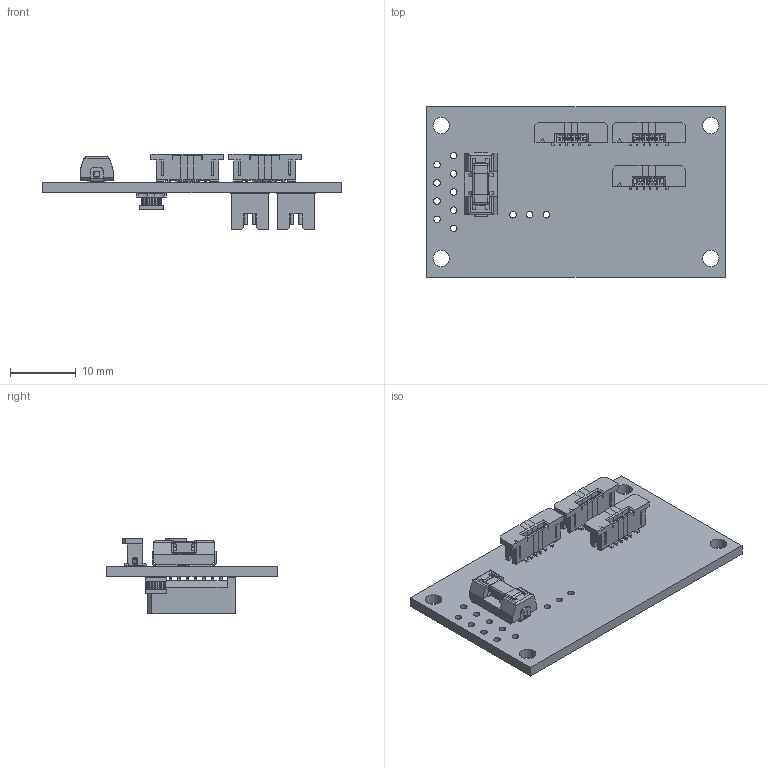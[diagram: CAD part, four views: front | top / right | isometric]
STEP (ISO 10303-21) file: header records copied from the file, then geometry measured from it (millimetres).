
FILE_DESCRIPTION(('KiCad electronic assembly'),'2;1');
FILE_NAME('ARISTO_JUNCTION_BOARD.step','2025-08-07T15:26:46',('Pcbnew'), ('Kicad'),'Open CASCADE STEP processor 7.6','KiCad to STEP converter', 'Unknown');
FILE_SCHEMA(('AUTOMOTIVE_DESIGN { 1 0 10303 214 1 1 1 1 }'));
Length unit declared in the file: millimetre
Products named in the file (10): ARISTO_JUNCTION_BOARD 1; 0154007.DR; 0154002.DR; F31W-1A7H1-11008; F31W_31Z_8PIN_ASM; TFM-108-02-L-D; RLS-397; PLATO_JUNCTION_BOARD_PCB
Assembly tree (12 placements, depth 3):
  ARISTO_JUNCTION_BOARD 1
    0154007.DR
      0154002.DR
    F31W-1A7H1-11008  x3
      F31W_31Z_8PIN_ASM
    TFM-108-02-L-D  x2
      TFM-108-02-L-D
    RLS-397
      RLS-397
    PLATO_JUNCTION_BOARD_PCB
Bounding box: 45.4 x 26 x 11.54 mm (x, y, z)
Volume: 2691.8 mm3; surface area: 5742.1 mm2
Topology: 34 solids, 54 shells, 3553 faces, 10722 edges, 7442 vertices
Faces by surface type: plane 2722, cylinder 797, torus 26, sphere 8
Full cylindrical faces by diameter (mm): 0.457 x32, 1 x12, 2.5 x4, 2.8 x1
Entity records: 50873 total; most frequent: CARTESIAN_POINT 10633, ORIENTED_EDGE 8298, DIRECTION 7910, EDGE_CURVE 4169, LINE 3478, VECTOR 3478, VERTEX_POINT 2749, AXIS2_PLACEMENT_3D 2216
